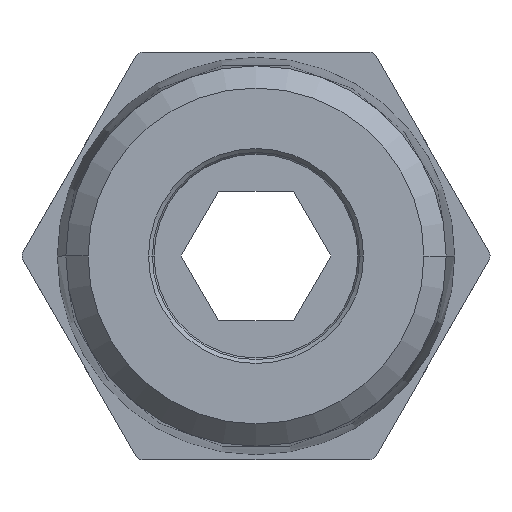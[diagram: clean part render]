
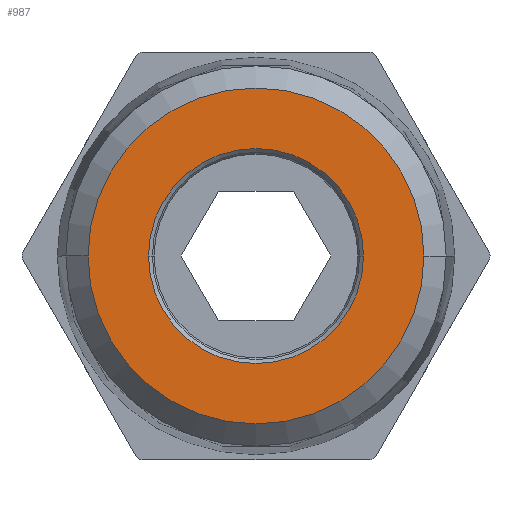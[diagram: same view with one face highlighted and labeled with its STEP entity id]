
A CAD part, front view. The second image highlights one B-rep face of the part: STEP entity #987.
In plain terms, the highlighted planar face has unit normal (0, -1, 0).
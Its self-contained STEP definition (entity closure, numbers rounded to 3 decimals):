
#987=ADVANCED_FACE('',(#2728,#2729),#2730,.T.);
#2728=FACE_OUTER_BOUND('',#5501,.T.);
#2729=FACE_BOUND('',#5502,.T.);
#2730=PLANE('',#5503);
#5501=EDGE_LOOP('',(#12007,#12008));
#5502=EDGE_LOOP('',(#12009,#12010));
#5503=AXIS2_PLACEMENT_3D('',#12011,#12012,#12013);
#12007=ORIENTED_EDGE('',*,*,#18820,.F.);
#12008=ORIENTED_EDGE('',*,*,#18844,.F.);
#12009=ORIENTED_EDGE('',*,*,#18845,.T.);
#12010=ORIENTED_EDGE('',*,*,#18846,.T.);
#12011=CARTESIAN_POINT('',(0.0,-16.0,0.0));
#12012=DIRECTION('',(0.0,-1.0,0.0));
#12013=DIRECTION('',(-0.0,0.0,1.0));
#18820=EDGE_CURVE('',#22105,#22100,#22107,.T.);
#18844=EDGE_CURVE('',#22100,#22105,#22148,.T.);
#18845=EDGE_CURVE('',#22149,#22150,#22151,.T.);
#18846=EDGE_CURVE('',#22150,#22149,#22152,.T.);
#22100=VERTEX_POINT('',#26914);
#22105=VERTEX_POINT('',#26920);
#22107=CIRCLE('',#26923,9.061);
#22148=CIRCLE('',#26971,9.061);
#22149=VERTEX_POINT('',#26972);
#22150=VERTEX_POINT('',#26973);
#22151=CIRCLE('',#26974,5.8);
#22152=CIRCLE('',#26975,5.8);
#26914=CARTESIAN_POINT('',(-9.061,-16.0,0.));
#26920=CARTESIAN_POINT('',(9.061,-16.0,0.0));
#26923=AXIS2_PLACEMENT_3D('',#34158,#34159,#34160);
#26971=AXIS2_PLACEMENT_3D('',#34201,#34202,#34203);
#26972=CARTESIAN_POINT('',(5.8,-16.0,0.0));
#26973=CARTESIAN_POINT('',(-5.8,-16.0,0.));
#26974=AXIS2_PLACEMENT_3D('',#34204,#34205,#34206);
#26975=AXIS2_PLACEMENT_3D('',#34207,#34208,#34209);
#34158=CARTESIAN_POINT('',(0.0,-16.0,0.0));
#34159=DIRECTION('',(0.0,1.0,0.0));
#34160=DIRECTION('',(-1.0,0.0,0.0));
#34201=CARTESIAN_POINT('',(0.0,-16.0,0.0));
#34202=DIRECTION('',(0.0,1.0,0.0));
#34203=DIRECTION('',(-1.0,0.0,0.0));
#34204=CARTESIAN_POINT('',(0.0,-16.0,0.0));
#34205=DIRECTION('',(0.0,1.0,0.0));
#34206=DIRECTION('',(-1.0,0.0,0.0));
#34207=CARTESIAN_POINT('',(0.0,-16.0,0.0));
#34208=DIRECTION('',(0.0,1.0,0.0));
#34209=DIRECTION('',(-1.0,0.0,0.0));
